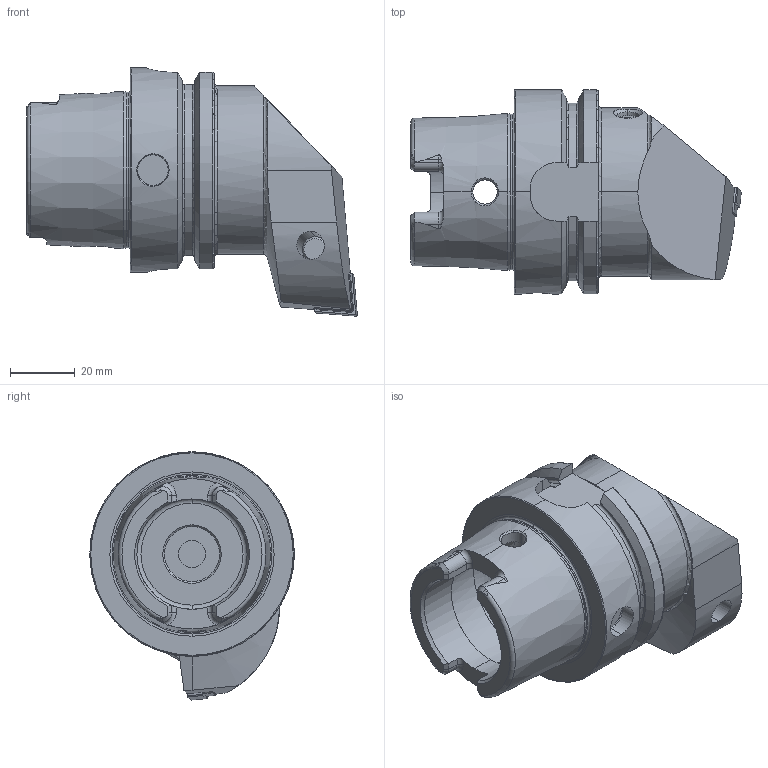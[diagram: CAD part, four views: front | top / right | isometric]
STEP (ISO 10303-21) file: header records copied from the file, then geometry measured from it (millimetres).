
FILE_DESCRIPTION (( 'STEP AP214' ), '1' );
FILE_NAME ('HA6.PCD.RLA.070-HP.STEP', '2020-09-17T06:37:35', ( '' ), ( '' ), 'SwSTEP 2.0', 'SolidWorks 2017', '' );
FILE_SCHEMA (( 'AUTOMOTIVE_DESIGN' ));
Length unit declared in the file: millimetre
Products named in the file (14): WCD; WCD-ER4.101.017_A; CNMG120404; CHP-PCX.000.022_D《e; ISO 8752 2x8; CHP-ER1.008.014_A; DIN 7991 - M5x18; HA6-PCD.RLA.070-HP_B; HA6.PCD.RLA.070-HP; CHP-PCX.000.022_B; WCD-ER2.101.003_A; DIN 3771 - 6.5x1.5; DIN 3771 - 13x1; WCD-ER3.101.000_A
Assembly tree (13 placements, depth 3):
  HA6.PCD.RLA.070-HP
    HA6-PCD.RLA.070-HP_B
    WCD-ER2.101.003_A
    CNMG120404
    WCD
      WCD-ER4.101.017_A
      WCD-ER3.101.000_A
    ISO 8752 2x8
    CHP-ER1.008.014_A
    CHP-PCX.000.022_D《e
      DIN 3771 - 13x1
      DIN 3771 - 6.5x1.5
      CHP-PCX.000.022_B
      DIN 7991 - M5x18
Bounding box: 101.9 x 63 x 76.5 mm (x, y, z)
Volume: 150917.9 mm3; surface area: 36203.8 mm2
Topology: 11 solids, 11 shells, 584 faces, 1477 edges, 902 vertices
Faces by surface type: plane 171, cylinder 170, cone 119, torus 70, bspline 54
Entity records: 22572 total; most frequent: CARTESIAN_POINT 8423, ORIENTED_EDGE 2918, DIRECTION 2628, EDGE_CURVE 1459, AXIS2_PLACEMENT_3D 1038, VERTEX_POINT 902, EDGE_LOOP 613, ADVANCED_FACE 584
